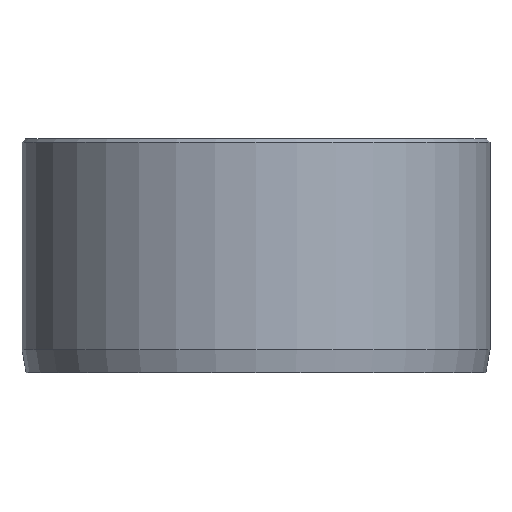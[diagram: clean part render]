
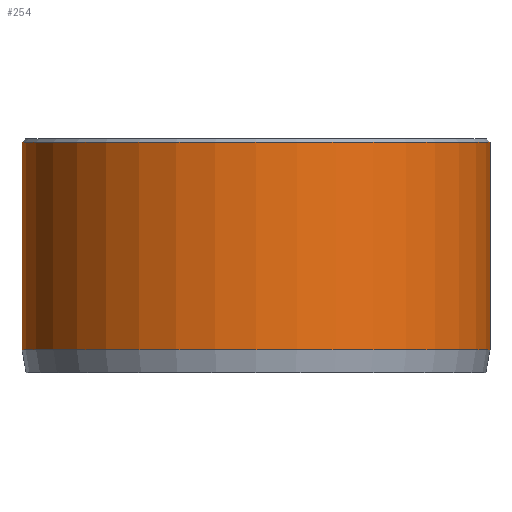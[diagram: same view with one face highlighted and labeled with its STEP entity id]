
A CAD part, front view. The second image highlights one B-rep face of the part: STEP entity #254.
In plain terms, the highlighted cylindrical face has radius 15 mm (diameter 30 mm), a partial arc.
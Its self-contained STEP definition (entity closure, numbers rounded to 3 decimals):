
#40 = VERTEX_POINT ( 'NONE', #593 ) ;
#49 = EDGE_LOOP ( 'NONE', ( #684, #352, #567, #1245 ) ) ;
#107 = CARTESIAN_POINT ( 'NONE',  ( 0., 0., 1.5 ) ) ;
#108 = CARTESIAN_POINT ( 'NONE',  ( -15., 0., 1.5 ) ) ;
#151 = EDGE_CURVE ( 'NONE', #40, #340, #652, .T. ) ;
#189 = VERTEX_POINT ( 'NONE', #896 ) ;
#210 = DIRECTION ( 'NONE',  ( 1., 0., 0. ) ) ;
#249 = LINE ( 'NONE', #832, #1260 ) ;
#254 = ADVANCED_FACE ( 'NONE', ( #690 ), #957, .T. ) ;
#267 = EDGE_CURVE ( 'NONE', #1042, #40, #1162, .T. ) ;
#340 = VERTEX_POINT ( 'NONE', #108 ) ;
#352 = ORIENTED_EDGE ( 'NONE', *, *, #267, .T. ) ;
#376 = AXIS2_PLACEMENT_3D ( 'NONE', #107, #840, #210 ) ;
#398 = DIRECTION ( 'NONE',  ( -1., 0., 0. ) ) ;
#521 = DIRECTION ( 'NONE',  ( 0., 0., -1. ) ) ;
#527 = CARTESIAN_POINT ( 'NONE',  ( 0., 0., 15. ) ) ;
#533 = DIRECTION ( 'NONE',  ( 0., 0., -1. ) ) ;
#557 = AXIS2_PLACEMENT_3D ( 'NONE', #1102, #533, #1192 ) ;
#567 = ORIENTED_EDGE ( 'NONE', *, *, #151, .T. ) ;
#569 = EDGE_CURVE ( 'NONE', #340, #189, #966, .T. ) ;
#593 = CARTESIAN_POINT ( 'NONE',  ( -15., 0., 14.8 ) ) ;
#605 = VECTOR ( 'NONE', #521, 1000. ) ;
#621 = AXIS2_PLACEMENT_3D ( 'NONE', #527, #740, #398 ) ;
#652 = LINE ( 'NONE', #1094, #605 ) ;
#684 = ORIENTED_EDGE ( 'NONE', *, *, #1179, .F. ) ;
#690 = FACE_OUTER_BOUND ( 'NONE', #49, .T. ) ;
#740 = DIRECTION ( 'NONE',  ( 0., 0., -1. ) ) ;
#749 = DIRECTION ( 'NONE',  ( 0., 0., -1. ) ) ;
#832 = CARTESIAN_POINT ( 'NONE',  ( 15., 0., 15. ) ) ;
#840 = DIRECTION ( 'NONE',  ( 0., 0., 1. ) ) ;
#896 = CARTESIAN_POINT ( 'NONE',  ( 15., 0., 1.5 ) ) ;
#957 = CYLINDRICAL_SURFACE ( 'NONE', #621, 15. ) ;
#966 = CIRCLE ( 'NONE', #376, 15. ) ;
#1042 = VERTEX_POINT ( 'NONE', #1269 ) ;
#1094 = CARTESIAN_POINT ( 'NONE',  ( -15., 0., 15. ) ) ;
#1102 = CARTESIAN_POINT ( 'NONE',  ( 0., 0., 14.8 ) ) ;
#1162 = CIRCLE ( 'NONE', #557, 15. ) ;
#1179 = EDGE_CURVE ( 'NONE', #1042, #189, #249, .T. ) ;
#1192 = DIRECTION ( 'NONE',  ( 1., 0., 0. ) ) ;
#1245 = ORIENTED_EDGE ( 'NONE', *, *, #569, .T. ) ;
#1260 = VECTOR ( 'NONE', #749, 1000. ) ;
#1269 = CARTESIAN_POINT ( 'NONE',  ( 15., 0., 14.8 ) ) ;
